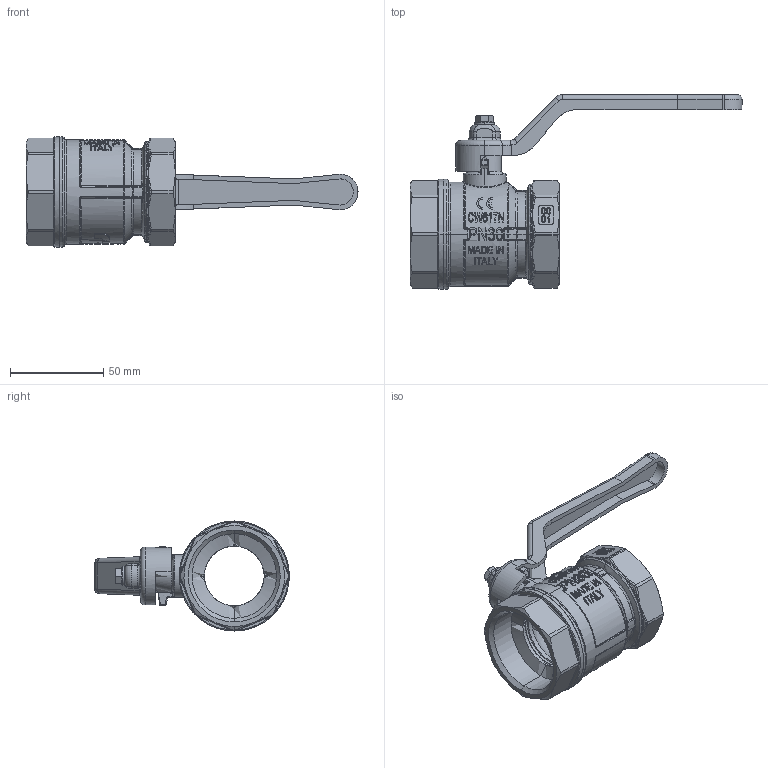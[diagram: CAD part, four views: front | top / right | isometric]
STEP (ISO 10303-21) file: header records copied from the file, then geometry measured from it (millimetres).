
FILE_DESCRIPTION (( 'STEP AP214' ), '1' );
FILE_NAME ('IT-ORIENT11108_R.STEP', '2018-09-21T15:04:42', ( '' ), ( '' ), 'SwSTEP 2.0', 'SolidWorks 2018', '' );
FILE_SCHEMA (( 'AUTOMOTIVE_DESIGN' ));
Length unit declared in the file: millimetre
Products named in the file (1): IT-ORIENT11108_R
Bounding box: 178 x 104.29 x 59 mm (x, y, z)
Surface area: 43202 mm2 (no closed solid volume)
Topology: 0 solids, 5 shells, 1245 faces, 3139 edges, 1916 vertices
Faces by surface type: plane 402, bspline 387, cylinder 263, torus 110, cone 63, sphere 20
Entity records: 58639 total; most frequent: CARTESIAN_POINT 37127, ORIENTED_EDGE 6085, EDGE_CURVE 3089, B_SPLINE_CURVE_WITH_KNOTS 2893, VERTEX_POINT 1916, DIRECTION 1726, EDGE_LOOP 1323, FACE_OUTER_BOUND 1245
